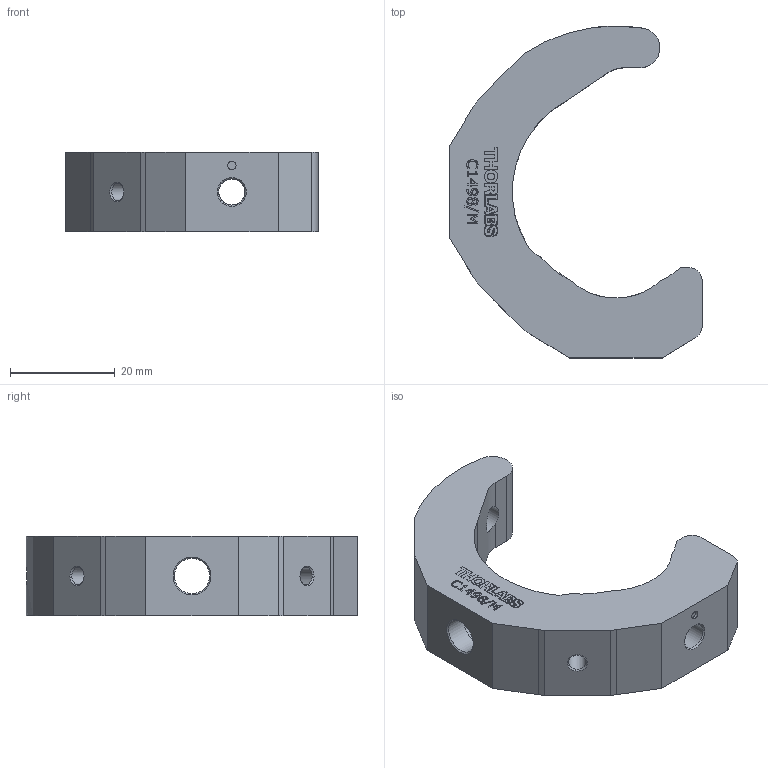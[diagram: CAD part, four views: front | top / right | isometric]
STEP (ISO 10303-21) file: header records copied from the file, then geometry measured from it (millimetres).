
FILE_DESCRIPTION(/* description */ ('STEP AP214'),/* implementation_level */ '2;1');
FILE_NAME(/* name */ 'arm_c1498m_ext.stp',/* time_stamp */ '2022-12-09T17:46:36+01:00',/* author */ ('Rik Ubaghs'),/* organization */ (''),/* preprocessor_version */ 'ST-DEVELOPER v18.1',/* originating_system */ 'Autodesk Inventor 2021',/* authorisation */ '');
FILE_SCHEMA (('AUTOMOTIVE_DESIGN { 1 0 10303 214 3 1 1 }'));
Length unit declared in the file: millimetre
Products named in the file (1): C1498_M-Step
Bounding box: 48.26 x 63.5 x 15.24 mm (x, y, z)
Volume: 17604.9 mm3; surface area: 6757.9 mm2
Topology: 1 solids, 1 shells, 308 faces, 848 edges, 568 vertices
Faces by surface type: plane 169, bspline 114, cylinder 21, cone 4
Full cylindrical faces by diameter (mm): 1.6 x1, 3.3 x2, 5 x2, 6.731 x1, 10.312 x1
Entity records: 16194 total; most frequent: CARTESIAN_POINT 8702, ORIENTED_EDGE 1696, DIRECTION 1052, EDGE_CURVE 848, VERTEX_POINT 568, LINE 558, VECTOR 558, EDGE_LOOP 344
